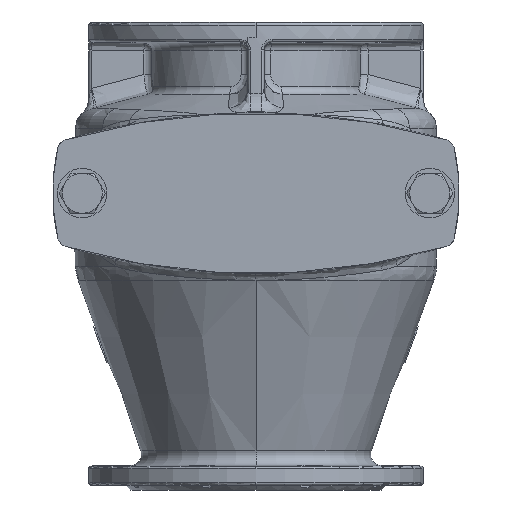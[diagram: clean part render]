
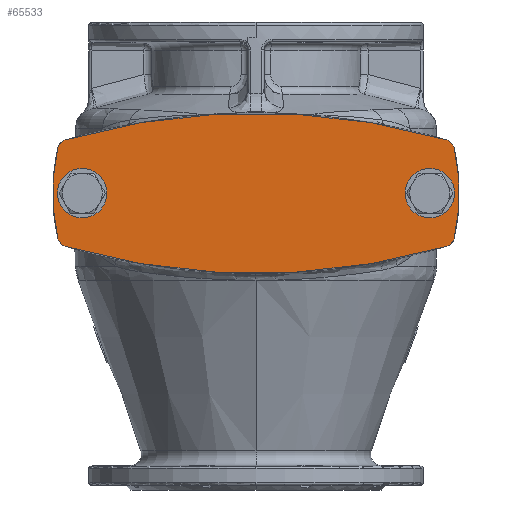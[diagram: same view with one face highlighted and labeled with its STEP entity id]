
A CAD part, left-side view. The second image highlights one B-rep face of the part: STEP entity #65533.
In plain terms, the highlighted face is planar.
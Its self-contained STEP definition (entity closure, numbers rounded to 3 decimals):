
#61721=CARTESIAN_POINT('',(130.,0.,0.));
#61722=DIRECTION('',(0.,0.,1.));
#61723=DIRECTION('',(-1.,0.,0.));
#61724=AXIS2_PLACEMENT_3D('',#61721,#61722,#61723);
#61726=CARTESIAN_POINT('',(130.,0.,0.));
#61727=DIRECTION('',(0.,0.,1.));
#61728=DIRECTION('',(1.,0.,0.));
#61729=AXIS2_PLACEMENT_3D('',#61726,#61727,#61728);
#61731=CARTESIAN_POINT('',(-130.,0.,0.));
#61732=DIRECTION('',(0.,0.,1.));
#61733=DIRECTION('',(-1.,0.,0.));
#61734=AXIS2_PLACEMENT_3D('',#61731,#61732,#61733);
#61736=CARTESIAN_POINT('',(-130.,0.,0.));
#61737=DIRECTION('',(0.,0.,1.));
#61738=DIRECTION('',(1.,0.,0.));
#61739=AXIS2_PLACEMENT_3D('',#61736,#61737,#61738);
#61741=CARTESIAN_POINT('',(-140.367,32.141,
0.));
#61742=DIRECTION('',(0.,0.,-1.));
#61743=DIRECTION('',(-0.975,0.223,0.));
#61744=AXIS2_PLACEMENT_3D('',#61741,#61742,#61743);
#61746=CARTESIAN_POINT('',(0.,0.,0.));
#61747=DIRECTION('',(0.,0.,1.));
#61748=DIRECTION('',(-0.975,0.223,0.));
#61749=AXIS2_PLACEMENT_3D('',#61746,#61747,#61748);
#61751=CARTESIAN_POINT('',(-140.367,-32.141,0.));
#61752=DIRECTION('',(0.,0.,-1.));
#61753=DIRECTION('',(-0.277,-0.961,0.));
#61754=AXIS2_PLACEMENT_3D('',#61751,#61752,#61753);
#61756=CARTESIAN_POINT('',(0.,454.,0.));
#61757=DIRECTION('',(0.,0.,1.));
#61758=DIRECTION('',(-0.277,-0.961,0.));
#61759=AXIS2_PLACEMENT_3D('',#61756,#61757,#61758);
#61761=CARTESIAN_POINT('',(140.367,-32.141,0.));
#61762=DIRECTION('',(0.,0.,-1.));
#61763=DIRECTION('',(0.975,-0.223,0.));
#61764=AXIS2_PLACEMENT_3D('',#61761,#61762,#61763);
#61766=CARTESIAN_POINT('',(0.,0.,0.));
#61767=DIRECTION('',(0.,0.,1.));
#61768=DIRECTION('',(0.975,-0.223,0.));
#61769=AXIS2_PLACEMENT_3D('',#61766,#61767,#61768);
#61771=CARTESIAN_POINT('',(140.367,32.141,0.));
#61772=DIRECTION('',(0.,0.,-1.));
#61773=DIRECTION('',(0.277,0.961,0.));
#61774=AXIS2_PLACEMENT_3D('',#61771,#61772,#61773);
#61776=CARTESIAN_POINT('',(0.,-454.,0.));
#61777=DIRECTION('',(0.,0.,1.));
#61778=DIRECTION('',(0.277,0.961,0.));
#61779=AXIS2_PLACEMENT_3D('',#61776,#61777,#61778);
#65086=CARTESIAN_POINT('',(119.,0.,0.));
#65087=CARTESIAN_POINT('',(141.,0.,0.));
#65088=VERTEX_POINT('',#65086);
#65089=VERTEX_POINT('',#65087);
#65090=CARTESIAN_POINT('',(-141.,0.,0.));
#65091=CARTESIAN_POINT('',(-119.,0.,0.));
#65092=VERTEX_POINT('',#65090);
#65093=VERTEX_POINT('',#65091);
#65094=CARTESIAN_POINT('',(-148.165,33.927,
0.));
#65095=CARTESIAN_POINT('',(-142.586,39.827,
0.));
#65096=VERTEX_POINT('',#65094);
#65097=VERTEX_POINT('',#65095);
#65098=CARTESIAN_POINT('',(-142.586,-39.827,0.));
#65099=CARTESIAN_POINT('',(-148.165,-33.927,0.));
#65100=VERTEX_POINT('',#65098);
#65101=VERTEX_POINT('',#65099);
#65102=CARTESIAN_POINT('',(142.586,39.827,0.));
#65103=CARTESIAN_POINT('',(148.165,33.927,0.));
#65104=VERTEX_POINT('',#65102);
#65105=VERTEX_POINT('',#65103);
#65106=CARTESIAN_POINT('',(148.165,-33.927,0.));
#65107=CARTESIAN_POINT('',(142.586,-39.827,0.));
#65108=VERTEX_POINT('',#65106);
#65109=VERTEX_POINT('',#65107);
#65498=CARTESIAN_POINT('',(0.,0.,0.));
#65499=DIRECTION('',(0.,0.,1.));
#65500=DIRECTION('',(1.,0.,0.));
#65501=AXIS2_PLACEMENT_3D('',#65498,#65499,#65500);
#65502=PLANE('',#65501);
#65504=ORIENTED_EDGE('',*,*,#65503,.F.);
#65506=ORIENTED_EDGE('',*,*,#65505,.T.);
#65508=ORIENTED_EDGE('',*,*,#65507,.F.);
#65510=ORIENTED_EDGE('',*,*,#65509,.T.);
#65512=ORIENTED_EDGE('',*,*,#65511,.F.);
#65514=ORIENTED_EDGE('',*,*,#65513,.T.);
#65516=ORIENTED_EDGE('',*,*,#65515,.F.);
#65518=ORIENTED_EDGE('',*,*,#65517,.T.);
#65519=EDGE_LOOP('',(#65504,#65506,#65508,#65510,#65512,#65514,#65516,#65518));
#65520=FACE_OUTER_BOUND('',#65519,.F.);
#65522=ORIENTED_EDGE('',*,*,#65521,.F.);
#65524=ORIENTED_EDGE('',*,*,#65523,.F.);
#65525=EDGE_LOOP('',(#65522,#65524));
#65526=FACE_BOUND('',#65525,.F.);
#65528=ORIENTED_EDGE('',*,*,#65527,.F.);
#65530=ORIENTED_EDGE('',*,*,#65529,.F.);
#65531=EDGE_LOOP('',(#65528,#65530));
#65532=FACE_BOUND('',#65531,.F.);
#61725=CIRCLE('',#61724,11.);
#61730=CIRCLE('',#61729,11.);
#61735=CIRCLE('',#61734,11.);
#61740=CIRCLE('',#61739,11.);
#61745=CIRCLE('',#61744,8.);
#61750=CIRCLE('',#61749,152.);
#61755=CIRCLE('',#61754,8.);
#61760=CIRCLE('',#61759,514.);
#61765=CIRCLE('',#61764,8.);
#61770=CIRCLE('',#61769,152.);
#61775=CIRCLE('',#61774,8.);
#61780=CIRCLE('',#61779,514.);
#65503=EDGE_CURVE('',#65096,#65097,#61745,.T.);
#65505=EDGE_CURVE('',#65096,#65101,#61750,.T.);
#65507=EDGE_CURVE('',#65100,#65101,#61755,.T.);
#65509=EDGE_CURVE('',#65100,#65109,#61760,.T.);
#65511=EDGE_CURVE('',#65108,#65109,#61765,.T.);
#65513=EDGE_CURVE('',#65108,#65105,#61770,.T.);
#65515=EDGE_CURVE('',#65104,#65105,#61775,.T.);
#65517=EDGE_CURVE('',#65104,#65097,#61780,.T.);
#65521=EDGE_CURVE('',#65092,#65093,#61735,.T.);
#65523=EDGE_CURVE('',#65093,#65092,#61740,.T.);
#65527=EDGE_CURVE('',#65088,#65089,#61725,.T.);
#65529=EDGE_CURVE('',#65089,#65088,#61730,.T.);
#65533=ADVANCED_FACE('',(#65520,#65526,#65532),#65502,.F.);
